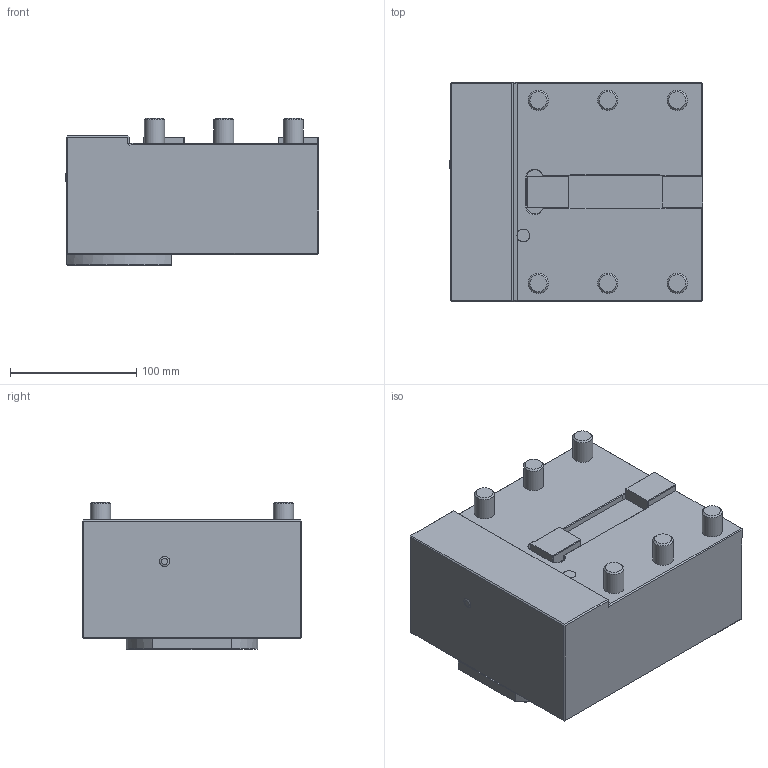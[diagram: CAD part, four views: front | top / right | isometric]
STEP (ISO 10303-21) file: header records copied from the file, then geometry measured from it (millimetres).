
FILE_DESCRIPTION(/* description */ (''),/* implementation_level */ '2;1');
FILE_NAME(/* name */ '1617018207106.stp',/* time_stamp */ '2021-03-29T13:43:34+02:00',/* author */ (''),/* organization */ ('SMS'),/* preprocessor_version */ 'ST-DEVELOPER v16.7',/* originating_system */ 'SIEMENS PLM Software NX 12.0',/* authorisation */ '');
FILE_SCHEMA (('AUTOMOTIVE_DESIGN { 1 0 10303 214 3 1 1 1 }'));
Length unit declared in the file: millimetre
Products named in the file (1): 203453883mod000_00
Bounding box: 200.55 x 174 x 117 mm (x, y, z)
Volume: 3146645.2 mm3; surface area: 153713.9 mm2
Topology: 1 solids, 1 shells, 141 faces, 330 edges, 200 vertices
Faces by surface type: plane 103, cylinder 19, cone 17, bspline 1, sphere 1
Full cylindrical faces by diameter (mm): 4 x1, 10.106 x1, 16 x6, 48.5 x1, 63 x1
Entity records: 4095 total; most frequent: CARTESIAN_POINT 953, DIRECTION 636, ORIENTED_EDGE 602, EDGE_CURVE 301, LINE 218, VECTOR 218, AXIS2_PLACEMENT_3D 209, VERTEX_POINT 187
